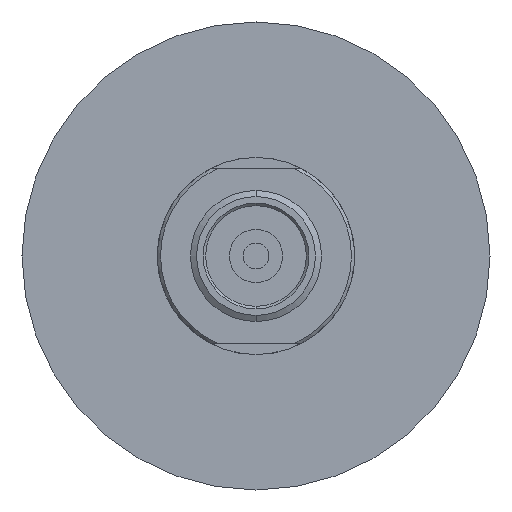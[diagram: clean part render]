
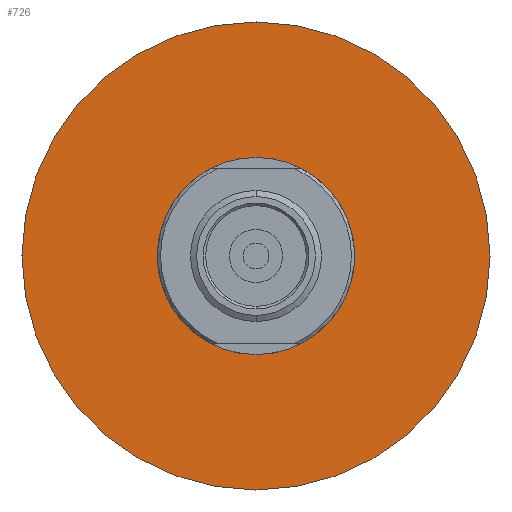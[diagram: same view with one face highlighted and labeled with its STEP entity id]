
A CAD part, left-side view. The second image highlights one B-rep face of the part: STEP entity #726.
In plain terms, the highlighted planar face has unit normal (-1, 0, 0).
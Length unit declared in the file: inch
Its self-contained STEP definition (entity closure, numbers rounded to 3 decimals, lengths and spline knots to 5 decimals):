
#250 = ORIENTED_EDGE ( 'NONE', *, *, #2299, .T. ) ;
#251 = EDGE_CURVE ( 'NONE', #1122, #2548, #3055, .T. ) ;
#253 = CARTESIAN_POINT ( 'NONE',  ( -0.47448, 0.95023, 0. ) ) ;
#258 = DIRECTION ( 'NONE',  ( 0., -1., 0. ) ) ;
#398 = CARTESIAN_POINT ( 'NONE',  ( -0.47448, 0.7022, 0. ) ) ;
#481 = CARTESIAN_POINT ( 'NONE',  ( -0.47448, 0.2022, 0. ) ) ;
#488 = ORIENTED_EDGE ( 'NONE', *, *, #251, .T. ) ;
#726 = ADVANCED_FACE ( 'NONE', ( #1095 ), #1718, .F. ) ;
#1095 = FACE_OUTER_BOUND ( 'NONE', #3372, .T. ) ;
#1122 = VERTEX_POINT ( 'NONE', #253 ) ;
#1347 = DIRECTION ( 'NONE',  ( 1., 0., 0. ) ) ;
#1366 = DIRECTION ( 'NONE',  ( 0., 1., 0. ) ) ;
#1686 = AXIS2_PLACEMENT_3D ( 'NONE', #481, #2014, #1749 ) ;
#1718 = PLANE ( 'NONE',  #2360 ) ;
#1749 = DIRECTION ( 'NONE',  ( 0., -1., 0. ) ) ;
#1752 = CARTESIAN_POINT ( 'NONE',  ( -0.47448, 0.2022, 0. ) ) ;
#2014 = DIRECTION ( 'NONE',  ( -1., 0., 0. ) ) ;
#2228 = CARTESIAN_POINT ( 'NONE',  ( -0.47448, -0.54583, 0. ) ) ;
#2299 = EDGE_CURVE ( 'NONE', #2548, #1122, #2559, .T. ) ;
#2360 = AXIS2_PLACEMENT_3D ( 'NONE', #398, #1347, #1366 ) ;
#2548 = VERTEX_POINT ( 'NONE', #2228 ) ;
#2559 = CIRCLE ( 'NONE', #2660, 0.74803 ) ;
#2660 = AXIS2_PLACEMENT_3D ( 'NONE', #1752, #2886, #258 ) ;
#2886 = DIRECTION ( 'NONE',  ( -1., 0., 0. ) ) ;
#3055 = CIRCLE ( 'NONE', #1686, 0.74803 ) ;
#3372 = EDGE_LOOP ( 'NONE', ( #250, #488 ) ) ;
